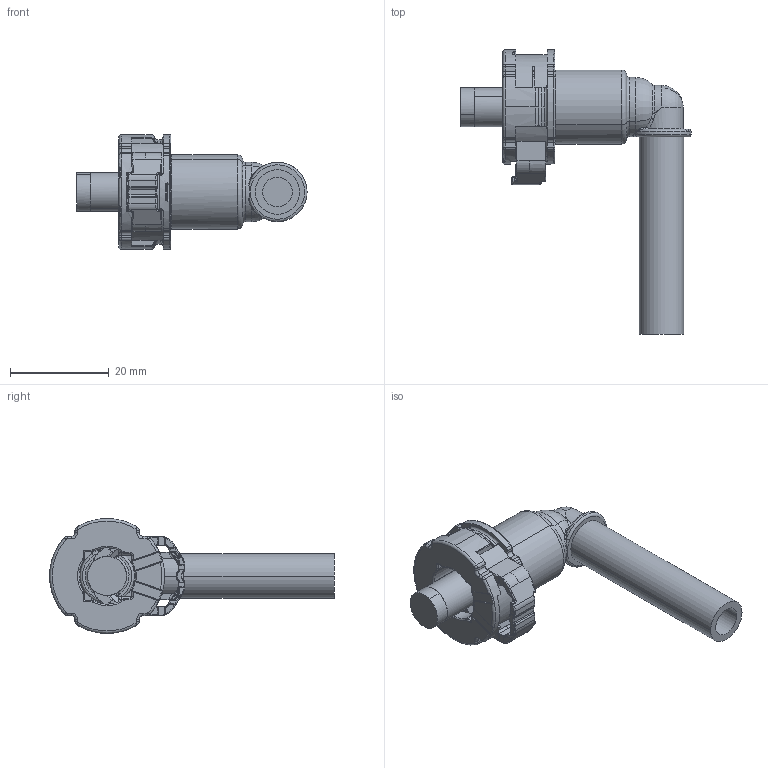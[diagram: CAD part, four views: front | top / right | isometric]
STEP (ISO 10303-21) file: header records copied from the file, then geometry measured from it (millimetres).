
FILE_DESCRIPTION(('CATIA V5 STEP','CAx-IF Rec.Pracs.--- Model Styling and Organization---1.4--- 2014-01-23'),'2;1');
FILE_NAME('Download-SV241NSL_WKU_90_GRAD_5-16_Zoll_NW6_unheated.stp','2019-07-31T14:39:20+00:00',('none'),('none'),'CATIA Version 5-6 Release 2016 SP3 HF59','CATIA V5 STEP AP214 Edition 3','none');
FILE_SCHEMA(('AUTOMOTIVE_DESIGN { 1 0 10303 214 3 1 1 1 }'));
Length unit declared in the file: millimetre
Products named in the file (1): Download-SV241NSL_WKU_90_GRAD_5-16_Zoll_NW6_unheated
Bounding box: 46.58 x 57.62 x 23.25 mm (x, y, z)
Volume: 11678.7 mm3; surface area: 7714.3 mm2
Topology: 4 solids, 4 shells, 972 faces, 2461 edges, 1454 vertices
Faces by surface type: cylinder 382, plane 196, bspline 194, torus 158, sphere 23, extrusion 14, cone 5
Entity records: 41528 total; most frequent: CARTESIAN_POINT 20199, ORIENTED_EDGE 4834, DIRECTION 3016, EDGE_CURVE 2417, AXIS2_PLACEMENT_3D 1477, VERTEX_POINT 1452, EDGE_LOOP 981, ADVANCED_FACE 972
